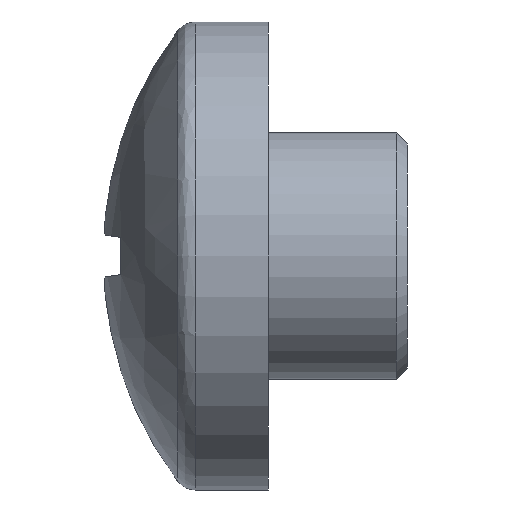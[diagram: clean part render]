
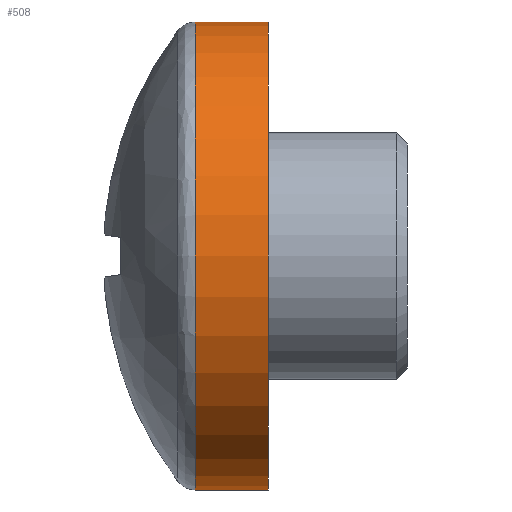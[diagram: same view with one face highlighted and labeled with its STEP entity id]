
A CAD part, front view. The second image highlights one B-rep face of the part: STEP entity #508.
In plain terms, the highlighted cylindrical face has radius 2.692 mm (diameter 5.385 mm), a partial arc.
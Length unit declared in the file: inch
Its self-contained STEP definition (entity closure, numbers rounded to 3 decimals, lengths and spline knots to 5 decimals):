
#26 = VERTEX_POINT ( 'NONE', #108 ) ;
#30 = DIRECTION ( 'NONE',  ( 0., -1., 0. ) ) ;
#61 = EDGE_CURVE ( 'NONE', #739, #26, #680, .T. ) ;
#95 = DIRECTION ( 'NONE',  ( 0., -1., 0. ) ) ;
#102 = CARTESIAN_POINT ( 'NONE',  ( 0., -0.063, -0.106 ) ) ;
#108 = CARTESIAN_POINT ( 'NONE',  ( 0., 0., -0.106 ) ) ;
#128 = LINE ( 'NONE', #513, #1206 ) ;
#152 = EDGE_CURVE ( 'NONE', #26, #289, #1138, .T. ) ;
#199 = ORIENTED_EDGE ( 'NONE', *, *, #61, .T. ) ;
#265 = CARTESIAN_POINT ( 'NONE',  ( 0., 0., 0.106 ) ) ;
#280 = CYLINDRICAL_SURFACE ( 'NONE', #699, 0.106 ) ;
#289 = VERTEX_POINT ( 'NONE', #265 ) ;
#342 = CIRCLE ( 'NONE', #1178, 0.106 ) ;
#378 = EDGE_CURVE ( 'NONE', #739, #1120, #342, .T. ) ;
#500 = AXIS2_PLACEMENT_3D ( 'NONE', #982, #507, #530 ) ;
#507 = DIRECTION ( 'NONE',  ( 0., 1., 0. ) ) ;
#508 = ADVANCED_FACE ( 'NONE', ( #761 ), #280, .T. ) ;
#513 = CARTESIAN_POINT ( 'NONE',  ( 0., -0.063, 0.106 ) ) ;
#530 = DIRECTION ( 'NONE',  ( 0., 0., -1. ) ) ;
#664 = CARTESIAN_POINT ( 'NONE',  ( 0., 0.03308, 0. ) ) ;
#669 = DIRECTION ( 'NONE',  ( 0., 0., -1. ) ) ;
#680 = LINE ( 'NONE', #102, #772 ) ;
#699 = AXIS2_PLACEMENT_3D ( 'NONE', #955, #1133, #669 ) ;
#731 = CARTESIAN_POINT ( 'NONE',  ( 0., 0.03308, 0.106 ) ) ;
#739 = VERTEX_POINT ( 'NONE', #750 ) ;
#747 = DIRECTION ( 'NONE',  ( 0., 0., -1. ) ) ;
#750 = CARTESIAN_POINT ( 'NONE',  ( 0., 0.03308, -0.106 ) ) ;
#761 = FACE_OUTER_BOUND ( 'NONE', #1020, .T. ) ;
#772 = VECTOR ( 'NONE', #95, 39.37008 ) ;
#842 = ORIENTED_EDGE ( 'NONE', *, *, #1102, .F. ) ;
#955 = CARTESIAN_POINT ( 'NONE',  ( 0., -0.063, 0. ) ) ;
#974 = ORIENTED_EDGE ( 'NONE', *, *, #152, .T. ) ;
#982 = CARTESIAN_POINT ( 'NONE',  ( 0., 0., 0. ) ) ;
#1020 = EDGE_LOOP ( 'NONE', ( #842, #1169, #199, #974 ) ) ;
#1102 = EDGE_CURVE ( 'NONE', #1120, #289, #128, .T. ) ;
#1120 = VERTEX_POINT ( 'NONE', #731 ) ;
#1133 = DIRECTION ( 'NONE',  ( 0., -1., 0. ) ) ;
#1138 = CIRCLE ( 'NONE', #500, 0.106 ) ;
#1145 = DIRECTION ( 'NONE',  ( 0., 1., 0. ) ) ;
#1169 = ORIENTED_EDGE ( 'NONE', *, *, #378, .F. ) ;
#1178 = AXIS2_PLACEMENT_3D ( 'NONE', #664, #1145, #747 ) ;
#1206 = VECTOR ( 'NONE', #30, 39.37008 ) ;
